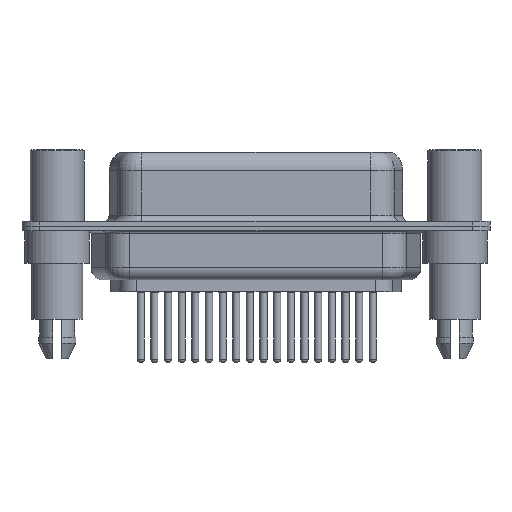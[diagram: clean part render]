
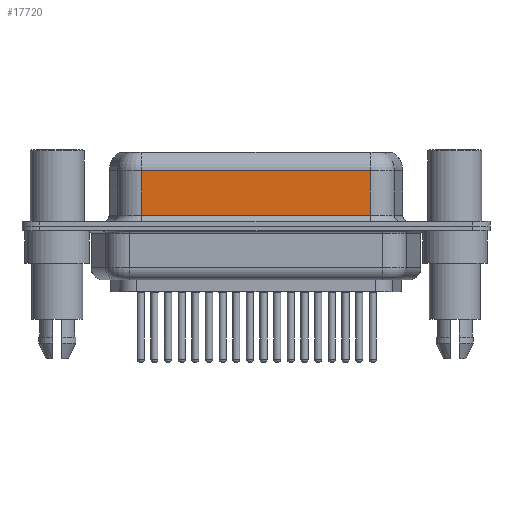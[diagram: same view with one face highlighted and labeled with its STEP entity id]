
A CAD part, front view. The second image highlights one B-rep face of the part: STEP entity #17720.
In plain terms, the highlighted planar face has unit normal (0, -1, 0).
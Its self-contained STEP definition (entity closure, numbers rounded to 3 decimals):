
#661 = ORIENTED_EDGE ( 'NONE', *, *, #8033, .T. ) ;
#793 = CARTESIAN_POINT ( 'NONE',  ( 26.262, -3.95, 6.4 ) ) ;
#923 = PLANE ( 'NONE',  #16629 ) ;
#1105 = CARTESIAN_POINT ( 'NONE',  ( 26.262, -3.95, 4.65 ) ) ;
#1572 = EDGE_CURVE ( 'NONE', #9262, #2515, #21087, .T. ) ;
#2214 = DIRECTION ( 'NONE',  ( -1., 0., 0. ) ) ;
#2512 = DIRECTION ( 'NONE',  ( 0., 0., -1. ) ) ;
#2515 = VERTEX_POINT ( 'NONE', #22973 ) ;
#3448 = VECTOR ( 'NONE', #2512, 1000. ) ;
#4196 = CARTESIAN_POINT ( 'NONE',  ( 26.262, -3.95, 4.65 ) ) ;
#6240 = EDGE_LOOP ( 'NONE', ( #8016, #21528, #661, #22513 ) ) ;
#6831 = EDGE_CURVE ( 'NONE', #14747, #13773, #8339, .T. ) ;
#7987 = VECTOR ( 'NONE', #21538, 1000. ) ;
#8016 = ORIENTED_EDGE ( 'NONE', *, *, #23643, .F. ) ;
#8033 = EDGE_CURVE ( 'NONE', #2515, #14747, #13896, .T. ) ;
#8070 = LINE ( 'NONE', #793, #3448 ) ;
#8339 = LINE ( 'NONE', #16211, #17373 ) ;
#9262 = VERTEX_POINT ( 'NONE', #1105 ) ;
#10061 = DIRECTION ( 'NONE',  ( 0., 1., 0. ) ) ;
#12515 = DIRECTION ( 'NONE',  ( 1., 0., 0. ) ) ;
#13773 = VERTEX_POINT ( 'NONE', #13901 ) ;
#13896 = LINE ( 'NONE', #15983, #7987 ) ;
#13901 = CARTESIAN_POINT ( 'NONE',  ( 26.262, -3.95, 0.9 ) ) ;
#13907 = CARTESIAN_POINT ( 'NONE',  ( 7.038, -3.95, 0.9 ) ) ;
#14747 = VERTEX_POINT ( 'NONE', #13907 ) ;
#14936 = VECTOR ( 'NONE', #2214, 1000. ) ;
#15479 = DIRECTION ( 'NONE',  ( -1., 0., 0. ) ) ;
#15965 = CARTESIAN_POINT ( 'NONE',  ( 26.262, -3.95, 6.4 ) ) ;
#15983 = CARTESIAN_POINT ( 'NONE',  ( 7.038, -3.95, 6.4 ) ) ;
#16211 = CARTESIAN_POINT ( 'NONE',  ( 26.262, -3.95, 0.9 ) ) ;
#16629 = AXIS2_PLACEMENT_3D ( 'NONE', #15965, #10061, #15479 ) ;
#17373 = VECTOR ( 'NONE', #12515, 1000. ) ;
#17449 = FACE_OUTER_BOUND ( 'NONE', #6240, .T. ) ;
#17720 = ADVANCED_FACE ( 'NONE', ( #17449 ), #923, .F. ) ;
#21087 = LINE ( 'NONE', #4196, #14936 ) ;
#21528 = ORIENTED_EDGE ( 'NONE', *, *, #1572, .T. ) ;
#21538 = DIRECTION ( 'NONE',  ( 0., 0., -1. ) ) ;
#22513 = ORIENTED_EDGE ( 'NONE', *, *, #6831, .T. ) ;
#22973 = CARTESIAN_POINT ( 'NONE',  ( 7.038, -3.95, 4.65 ) ) ;
#23643 = EDGE_CURVE ( 'NONE', #9262, #13773, #8070, .T. ) ;
